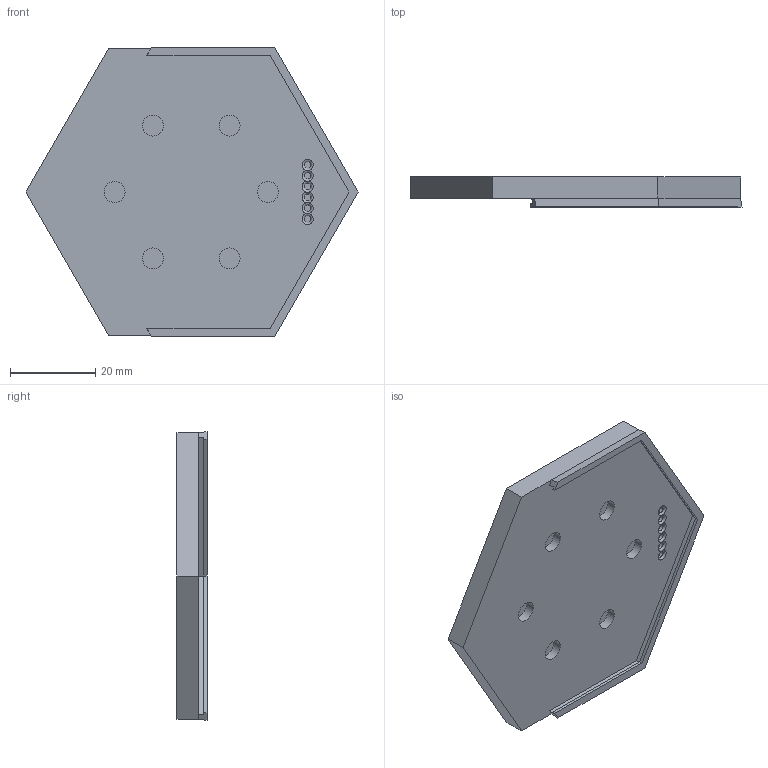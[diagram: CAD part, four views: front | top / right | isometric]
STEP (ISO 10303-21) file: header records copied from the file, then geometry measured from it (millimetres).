
FILE_DESCRIPTION(/* description */ (''),/* implementation_level */ '2;1');
FILE_NAME(/* name */ 'Main User Interface.step',/* time_stamp */ '2022-12-02T21:50:09+01:00',/* author */ (''),/* organization */ (''),/* preprocessor_version */ 'ST-DEVELOPER v19.2',/* originating_system */ 'Autodesk Translation Framework v11.17.0.187',/* authorisation */ '');
FILE_SCHEMA (('AUTOMOTIVE_DESIGN { 1 0 10303 214 3 1 1 }'));
Length unit declared in the file: millimetre
Products named in the file (1): User Interface General
Bounding box: 77.95 x 7.05 x 67.8 mm (x, y, z)
Volume: 19673 mm3; surface area: 9996.5 mm2
Topology: 1 solids, 1 shells, 54 faces, 130 edges, 85 vertices
Faces by surface type: plane 36, cylinder 12, torus 6
Full cylindrical faces by diameter (mm): 1.6 x6, 4.91 x6
Entity records: 1644 total; most frequent: CARTESIAN_POINT 320, DIRECTION 277, ORIENTED_EDGE 260, EDGE_CURVE 130, AXIS2_PLACEMENT_3D 102, VERTEX_POINT 85, LINE 73, VECTOR 73
